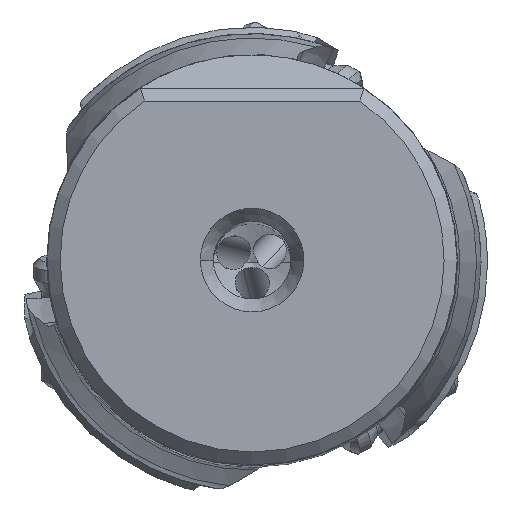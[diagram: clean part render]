
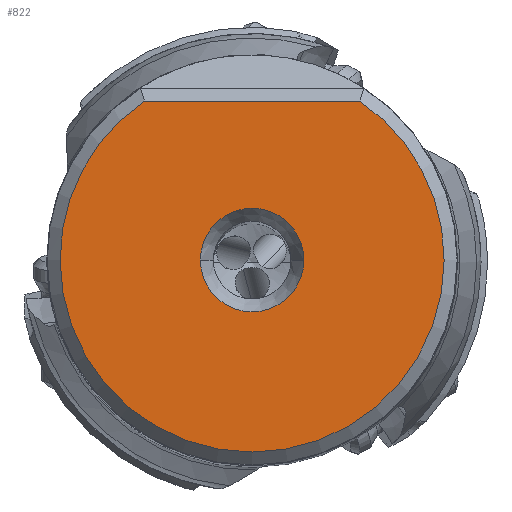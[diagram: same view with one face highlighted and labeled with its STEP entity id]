
A CAD part, top view. The second image highlights one B-rep face of the part: STEP entity #822.
In plain terms, the highlighted planar face has unit normal (0, 0, 1).
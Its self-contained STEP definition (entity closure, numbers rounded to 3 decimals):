
#822=ADVANCED_FACE('',(#1155,#1156),#1092,.T.);
#1092=PLANE('',#5490);
#1155=FACE_BOUND('',#1187,.T.);
#1156=FACE_BOUND('',#1188,.T.);
#1187=EDGE_LOOP('',(#1841,#1842,#1843,#1844));
#1188=EDGE_LOOP('',(#1845,#1846));
#1473=LINE('',#7708,#1657);
#1657=VECTOR('',#6187,1.);
#1841=ORIENTED_EDGE('',*,*,#4070,.F.);
#1842=ORIENTED_EDGE('',*,*,#4071,.F.);
#1843=ORIENTED_EDGE('',*,*,#4072,.F.);
#1844=ORIENTED_EDGE('',*,*,#4073,.F.);
#1845=ORIENTED_EDGE('',*,*,#4074,.F.);
#1846=ORIENTED_EDGE('',*,*,#4075,.F.);
#3499=VERTEX_POINT('',#7702);
#3500=VERTEX_POINT('',#7703);
#3501=VERTEX_POINT('',#7705);
#3502=VERTEX_POINT('',#7707);
#3503=VERTEX_POINT('',#7710);
#3504=VERTEX_POINT('',#7711);
#4070=EDGE_CURVE('',#3499,#3500,#4899,.T.);
#4071=EDGE_CURVE('',#3501,#3499,#4900,.T.);
#4072=EDGE_CURVE('',#3502,#3501,#4901,.T.);
#4073=EDGE_CURVE('',#3500,#3502,#1473,.T.);
#4074=EDGE_CURVE('',#3503,#3504,#4902,.T.);
#4075=EDGE_CURVE('',#3504,#3503,#4903,.T.);
#4899=CIRCLE('',#5485,14.836);
#4900=CIRCLE('',#5486,14.836);
#4901=CIRCLE('',#5487,14.836);
#4902=CIRCLE('',#5488,4.);
#4903=CIRCLE('',#5489,4.);
#5485=AXIS2_PLACEMENT_3D('',#7701,#6181,#6182);
#5486=AXIS2_PLACEMENT_3D('',#7704,#6183,#6184);
#5487=AXIS2_PLACEMENT_3D('',#7706,#6185,#6186);
#5488=AXIS2_PLACEMENT_3D('',#7709,#6188,#6189);
#5489=AXIS2_PLACEMENT_3D('',#7712,#6190,#6191);
#5490=AXIS2_PLACEMENT_3D('',#7713,#6192,#6193);
#6181=DIRECTION('',(0.,0.,-1.));
#6182=DIRECTION('',(-1.,0.,0.));
#6183=DIRECTION('',(0.,0.,-1.));
#6184=DIRECTION('',(1.,0.,0.));
#6185=DIRECTION('',(0.,0.,-1.));
#6186=DIRECTION('',(0.561,0.828,0.));
#6187=DIRECTION('',(1.,0.,0.));
#6188=DIRECTION('',(0.,0.,1.));
#6189=DIRECTION('',(-1.,0.,0.));
#6190=DIRECTION('',(0.,0.,1.));
#6191=DIRECTION('',(1.,0.,0.));
#6192=DIRECTION('',(0.,0.,1.));
#6193=DIRECTION('',(1.,0.,0.));
#7701=CARTESIAN_POINT('',(0.,0.,0.));
#7702=CARTESIAN_POINT('',(-14.836,0.,0.));
#7703=CARTESIAN_POINT('',(-8.318,12.285,0.));
#7704=CARTESIAN_POINT('',(0.,0.,0.));
#7705=CARTESIAN_POINT('',(14.836,0.,0.));
#7706=CARTESIAN_POINT('',(0.,0.,0.));
#7707=CARTESIAN_POINT('',(8.318,12.285,0.));
#7708=CARTESIAN_POINT('',(-8.318,12.285,0.));
#7709=CARTESIAN_POINT('',(0.,0.,0.));
#7710=CARTESIAN_POINT('',(-4.,0.,0.));
#7711=CARTESIAN_POINT('',(4.,0.,0.));
#7712=CARTESIAN_POINT('',(0.,0.,0.));
#7713=CARTESIAN_POINT('',(-0.001,-1.276,0.));
